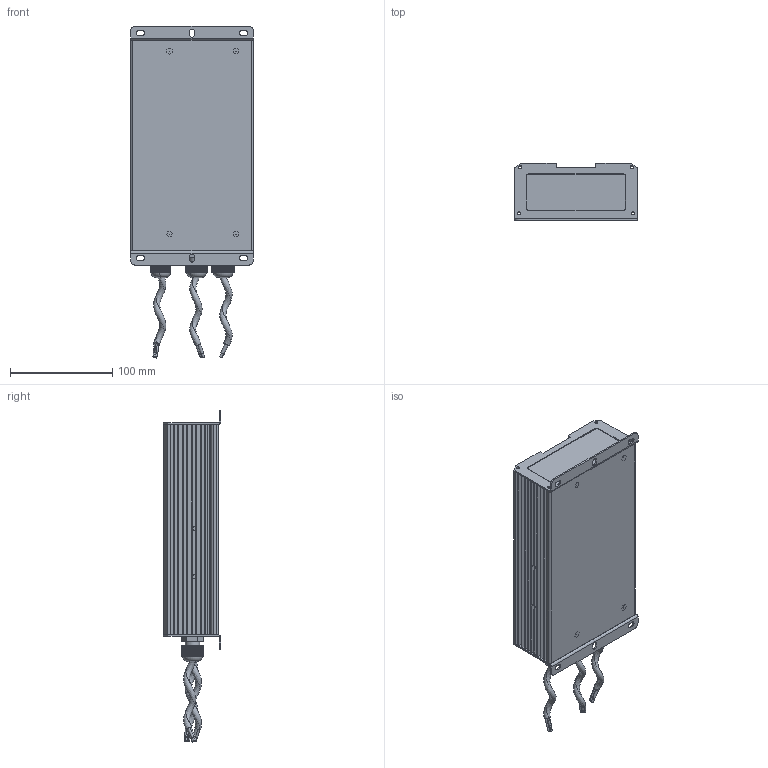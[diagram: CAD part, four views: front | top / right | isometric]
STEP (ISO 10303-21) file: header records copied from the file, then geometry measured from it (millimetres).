
FILE_DESCRIPTION (( 'STEP AP214' ), '1' );
FILE_NAME ('CDKW-S500W軞蚾.STEP', '2025-03-06T02:33:15', ( 'China' ), ( 'Home' ), 'SwSTEP 2.0', 'SolidWorks 2019', '' );
FILE_SCHEMA (( 'AUTOMOTIVE_DESIGN' ));
Length unit declared in the file: millimetre
Products named in the file (7): CDKW-S500W菁; CDKW-S500W耜裔2; CDKW怀堤盄; cdKW输入线; CDKW-S500W裔; CDKW-S500W軞蚾; CDKW-S500W耜裔1
Assembly tree (7 placements, depth 2):
  CDKW-S500W軞蚾
    CDKW-S500W菁
    CDKW-S500W裔
    CDKW-S500W耜裔2
    CDKW-S500W耜裔1
    CDKW怀堤盄  x2
    cdKW输入线
Bounding box: 120 x 56 x 324.68 mm (x, y, z)
Volume: 198443 mm3; surface area: 251258.8 mm2
Topology: 21 solids, 21 shells, 2046 faces, 5650 edges, 3652 vertices
Faces by surface type: plane 1726, cylinder 244, torus 38, cone 32, bspline 6
Entity records: 63926 total; most frequent: CARTESIAN_POINT 12079, ORIENTED_EDGE 8436, DIRECTION 7904, EDGE_CURVE 4218, LINE 3502, VECTOR 3502, VERTEX_POINT 2732, AXIS2_PLACEMENT_3D 2201
